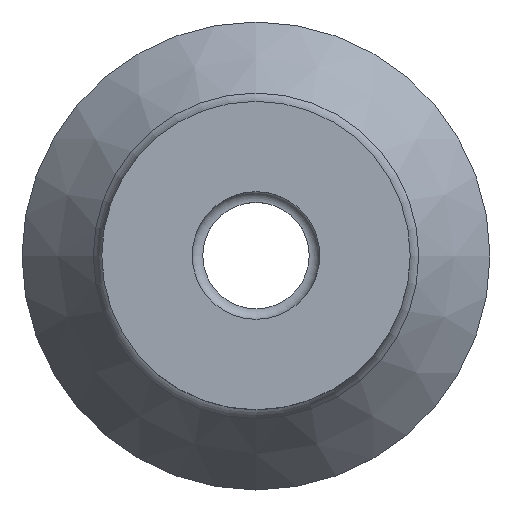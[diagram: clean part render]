
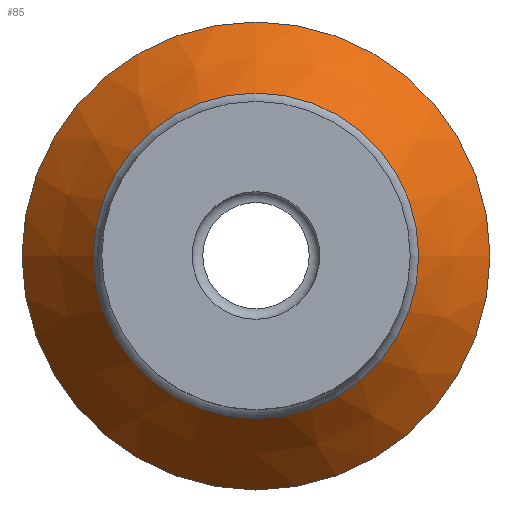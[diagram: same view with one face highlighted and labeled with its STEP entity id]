
A CAD part, top view. The second image highlights one B-rep face of the part: STEP entity #85.
In plain terms, the highlighted conical face has half-angle 36.87 degrees and reference radius 11 mm.
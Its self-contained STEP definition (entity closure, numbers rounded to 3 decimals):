
#85 = ADVANCED_FACE( '', ( #120, #121 ), #122, .T. );
#120 = FACE_BOUND( '', #178, .T. );
#121 = FACE_OUTER_BOUND( '', #179, .T. );
#122 = CONICAL_SURFACE( '', #180, 11., 0.644 );
#178 = EDGE_LOOP( '', ( #258 ) );
#179 = EDGE_LOOP( '', ( #259 ) );
#180 = AXIS2_PLACEMENT_3D( '', #260, #261, #262 );
#258 = ORIENTED_EDGE( '', *, *, #332, .F. );
#259 = ORIENTED_EDGE( '', *, *, #333, .T. );
#260 = CARTESIAN_POINT( '', ( 0., 0., 0.7 ) );
#261 = DIRECTION( '', ( 0., 0., -1. ) );
#262 = DIRECTION( '', ( -1., 0., 0. ) );
#332 = EDGE_CURVE( '', #377, #377, #378, .T. );
#333 = EDGE_CURVE( '', #379, #379, #380, .T. );
#377 = VERTEX_POINT( '', #417 );
#378 = CIRCLE( '', #418, 7.65 );
#379 = VERTEX_POINT( '', #419 );
#380 = CIRCLE( '', #420, 11. );
#417 = CARTESIAN_POINT( '', ( 7.65, 0., 5.167 ) );
#418 = AXIS2_PLACEMENT_3D( '', #468, #469, #470 );
#419 = CARTESIAN_POINT( '', ( 11., 0., 0.7 ) );
#420 = AXIS2_PLACEMENT_3D( '', #471, #472, #473 );
#468 = CARTESIAN_POINT( '', ( 0., 0., 5.167 ) );
#469 = DIRECTION( '', ( 0., 0., 1. ) );
#470 = DIRECTION( '', ( 1., 0., 0. ) );
#471 = CARTESIAN_POINT( '', ( 0., 0., 0.7 ) );
#472 = DIRECTION( '', ( 0., 0., 1. ) );
#473 = DIRECTION( '', ( 1., 0., 0. ) );
